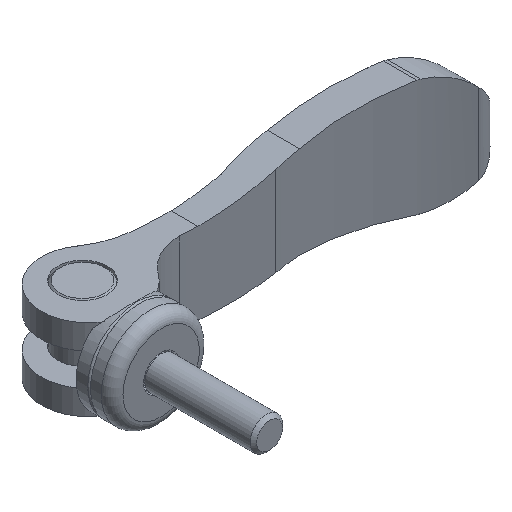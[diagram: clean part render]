
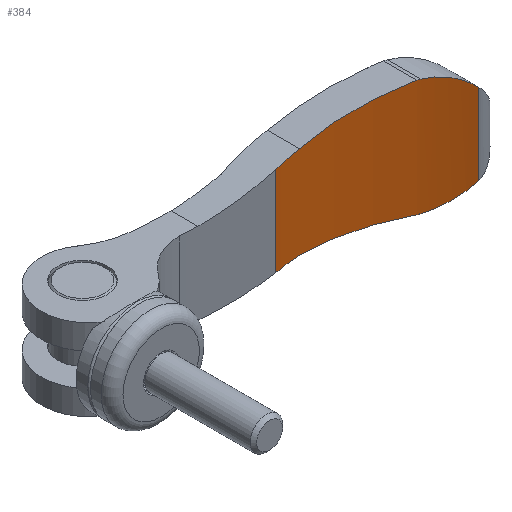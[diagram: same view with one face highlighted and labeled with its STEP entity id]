
A CAD part, isometric view. The second image highlights one B-rep face of the part: STEP entity #384.
In plain terms, the highlighted cylindrical face has radius 45.01 mm (diameter 90.02 mm), a partial arc.
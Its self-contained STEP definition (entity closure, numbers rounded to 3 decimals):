
#384 = ADVANCED_FACE( '', ( #743 ), #744, .F. );
#743 = FACE_OUTER_BOUND( '', #1097, .T. );
#744 = CYLINDRICAL_SURFACE( '', #1098, 45.01 );
#1097 = EDGE_LOOP( '', ( #1835, #1836, #1837, #1838, #1839, #1840, #1841, #1842, #1843, #1844 ) );
#1098 = AXIS2_PLACEMENT_3D( '', #1845, #1846, #1847 );
#1835 = ORIENTED_EDGE( '', *, *, #2300, .F. );
#1836 = ORIENTED_EDGE( '', *, *, #2118, .F. );
#1837 = ORIENTED_EDGE( '', *, *, #2066, .F. );
#1838 = ORIENTED_EDGE( '', *, *, #2148, .F. );
#1839 = ORIENTED_EDGE( '', *, *, #2023, .F. );
#1840 = ORIENTED_EDGE( '', *, *, #2200, .F. );
#1841 = ORIENTED_EDGE( '', *, *, #2301, .T. );
#1842 = ORIENTED_EDGE( '', *, *, #2061, .F. );
#1843 = ORIENTED_EDGE( '', *, *, #2302, .F. );
#1844 = ORIENTED_EDGE( '', *, *, #2101, .T. );
#1845 = CARTESIAN_POINT( '', ( 45., -44.7, 10.75 ) );
#1846 = DIRECTION( '', ( 0., 0., 1. ) );
#1847 = DIRECTION( '', ( -1., 0., 0. ) );
#2023 = EDGE_CURVE( '', #2350, #2351, #2352, .T. );
#2061 = EDGE_CURVE( '', #2415, #2417, #2418, .T. );
#2066 = EDGE_CURVE( '', #2425, #2426, #2427, .T. );
#2101 = EDGE_CURVE( '', #2483, #2481, #2484, .T. );
#2118 = EDGE_CURVE( '', #2426, #2510, #2511, .T. );
#2148 = EDGE_CURVE( '', #2351, #2425, #2556, .T. );
#2200 = EDGE_CURVE( '', #2630, #2350, #2632, .T. );
#2300 = EDGE_CURVE( '', #2510, #2481, #2764, .T. );
#2301 = EDGE_CURVE( '', #2630, #2417, #2765, .T. );
#2302 = EDGE_CURVE( '', #2483, #2415, #2766, .T. );
#2350 = VERTEX_POINT( '', #2819 );
#2351 = VERTEX_POINT( '', #2820 );
#2352 = LINE( '', #2821, #2822 );
#2415 = VERTEX_POINT( '', #2969 );
#2417 = VERTEX_POINT( '', #2972 );
#2418 = ELLIPSE( '', #2973, 45.307, 45.01 );
#2425 = VERTEX_POINT( '', #2981 );
#2426 = VERTEX_POINT( '', #2982 );
#2427 = CIRCLE( '', #2983, 45.01 );
#2481 = VERTEX_POINT( '', #3046 );
#2483 = VERTEX_POINT( '', #3048 );
#2484 = LINE( '', #3049, #3050 );
#2510 = VERTEX_POINT( '', #3141 );
#2511 = ELLIPSE( '', #3142, 45.307, 45.01 );
#2556 = B_SPLINE_CURVE_WITH_KNOTS( '', 3, ( #3234, #3235, #3236, #3237, #3238, #3239, #3240, #3241, #3242, #3243, #3244, #3245 ), .UNSPECIFIED., .F., .F., ( 4, 2, 2, 2, 2, 4 ), ( 0., 0.002, 0.003, 0.004, 0.007, 0.009 ), .UNSPECIFIED. );
#2630 = VERTEX_POINT( '', #3368 );
#2632 = B_SPLINE_CURVE_WITH_KNOTS( '', 3, ( #3371, #3372, #3373, #3374, #3375, #3376, #3377, #3378, #3379, #3380, #3381, #3382, #3383, #3384 ), .UNSPECIFIED., .F., .F., ( 4, 2, 2, 2, 2, 2, 4 ), ( 0., 0.002, 0.003, 0.004, 0.007, 0.008, 0.009 ), .UNSPECIFIED. );
#2764 = ELLIPSE( '', #3677, 45.062, 45.01 );
#2765 = CIRCLE( '', #3678, 45.01 );
#2766 = ELLIPSE( '', #3679, 45.062, 45.01 );
#2819 = CARTESIAN_POINT( '', ( 67.39, -5.654, 7.474 ) );
#2820 = CARTESIAN_POINT( '', ( 67.39, -5.654, -7.474 ) );
#2821 = CARTESIAN_POINT( '', ( 67.39, -5.654, 10.75 ) );
#2822 = VECTOR( '', #3753, 1000. );
#2969 = CARTESIAN_POINT( '', ( 40., 0.031, 8.5 ) );
#2972 = CARTESIAN_POINT( '', ( 59.563, -2.111, 10.75 ) );
#2973 = AXIS2_PLACEMENT_3D( '', #3811, #3812, #3813 );
#2981 = CARTESIAN_POINT( '', ( 60.114, -2.303, -10.75 ) );
#2982 = CARTESIAN_POINT( '', ( 59.563, -2.111, -10.75 ) );
#2983 = AXIS2_PLACEMENT_3D( '', #3821, #3822, #3823 );
#3046 = CARTESIAN_POINT( '', ( 34.751, -0.872, -8.247 ) );
#3048 = CARTESIAN_POINT( '', ( 34.751, -0.872, 8.247 ) );
#3049 = CARTESIAN_POINT( '', ( 34.751, -0.872, 10.75 ) );
#3050 = VECTOR( '', #3890, 1000. );
#3141 = CARTESIAN_POINT( '', ( 40., 0.031, -8.5 ) );
#3142 = AXIS2_PLACEMENT_3D( '', #3916, #3917, #3918 );
#3234 = CARTESIAN_POINT( '', ( 67.39, -5.654, -7.474 ) );
#3235 = CARTESIAN_POINT( '', ( 66.91, -5.379, -7.972 ) );
#3236 = CARTESIAN_POINT( '', ( 66.393, -5.094, -8.412 ) );
#3237 = CARTESIAN_POINT( '', ( 65.566, -4.662, -8.994 ) );
#3238 = CARTESIAN_POINT( '', ( 65.281, -4.517, -9.175 ) );
#3239 = CARTESIAN_POINT( '', ( 64.693, -4.226, -9.511 ) );
#3240 = CARTESIAN_POINT( '', ( 64.389, -4.079, -9.666 ) );
#3241 = CARTESIAN_POINT( '', ( 63.456, -3.642, -10.088 ) );
#3242 = CARTESIAN_POINT( '', ( 62.815, -3.359, -10.306 ) );
#3243 = CARTESIAN_POINT( '', ( 61.494, -2.815, -10.623 ) );
#3244 = CARTESIAN_POINT( '', ( 60.815, -2.553, -10.72 ) );
#3245 = CARTESIAN_POINT( '', ( 60.114, -2.303, -10.75 ) );
#3368 = CARTESIAN_POINT( '', ( 60.114, -2.303, 10.75 ) );
#3371 = CARTESIAN_POINT( '', ( 60.114, -2.303, 10.75 ) );
#3372 = CARTESIAN_POINT( '', ( 60.813, -2.553, 10.72 ) );
#3373 = CARTESIAN_POINT( '', ( 61.493, -2.814, 10.623 ) );
#3374 = CARTESIAN_POINT( '', ( 62.484, -3.223, 10.386 ) );
#3375 = CARTESIAN_POINT( '', ( 62.81, -3.362, 10.291 ) );
#3376 = CARTESIAN_POINT( '', ( 63.453, -3.645, 10.071 ) );
#3377 = CARTESIAN_POINT( '', ( 63.771, -3.79, 9.945 ) );
#3378 = CARTESIAN_POINT( '', ( 64.702, -4.225, 9.524 ) );
#3379 = CARTESIAN_POINT( '', ( 65.287, -4.516, 9.19 ) );
#3380 = CARTESIAN_POINT( '', ( 66.114, -4.949, 8.608 ) );
#3381 = CARTESIAN_POINT( '', ( 66.382, -5.092, 8.401 ) );
#3382 = CARTESIAN_POINT( '', ( 66.899, -5.376, 7.959 ) );
#3383 = CARTESIAN_POINT( '', ( 67.15, -5.517, 7.723 ) );
#3384 = CARTESIAN_POINT( '', ( 67.39, -5.654, 7.474 ) );
#3677 = AXIS2_PLACEMENT_3D( '', #4158, #4159, #4160 );
#3678 = AXIS2_PLACEMENT_3D( '', #4161, #4162, #4163 );
#3679 = AXIS2_PLACEMENT_3D( '', #4164, #4165, #4166 );
#3753 = DIRECTION( '', ( 0., 0., -1. ) );
#3811 = CARTESIAN_POINT( '', ( 45., -44.7, 9.075 ) );
#3812 = DIRECTION( '', ( 0.114, 0., -0.993 ) );
#3813 = DIRECTION( '', ( -0.993, 0., -0.114 ) );
#3821 = CARTESIAN_POINT( '', ( 45., -44.7, -10.75 ) );
#3822 = DIRECTION( '', ( 0., 0., 1. ) );
#3823 = DIRECTION( '', ( 1., 0., 0. ) );
#3890 = DIRECTION( '', ( 0., 0., -1. ) );
#3916 = CARTESIAN_POINT( '', ( 45., -44.7, -9.075 ) );
#3917 = DIRECTION( '', ( 0.114, 0., 0.993 ) );
#3918 = DIRECTION( '', ( 0.993, 0., -0.114 ) );
#4158 = CARTESIAN_POINT( '', ( 45., -44.7, -8.741 ) );
#4159 = DIRECTION( '', ( 0.048, 0., 0.999 ) );
#4160 = DIRECTION( '', ( 0.999, 0., -0.048 ) );
#4161 = CARTESIAN_POINT( '', ( 45., -44.7, 10.75 ) );
#4162 = DIRECTION( '', ( 0., 0., 1. ) );
#4163 = DIRECTION( '', ( 1., 0., 0. ) );
#4164 = CARTESIAN_POINT( '', ( 45., -44.7, 8.741 ) );
#4165 = DIRECTION( '', ( 0.048, 0., -0.999 ) );
#4166 = DIRECTION( '', ( -0.999, 0., -0.048 ) );
